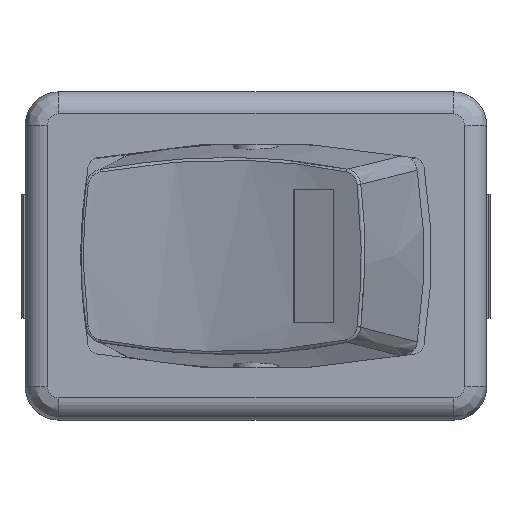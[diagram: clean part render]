
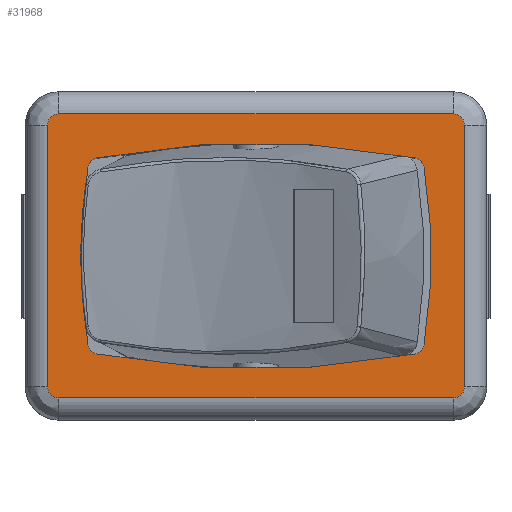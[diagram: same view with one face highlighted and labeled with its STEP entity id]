
A CAD part, top view. The second image highlights one B-rep face of the part: STEP entity #31968.
In plain terms, the highlighted planar face has unit normal (0, 0, 1).
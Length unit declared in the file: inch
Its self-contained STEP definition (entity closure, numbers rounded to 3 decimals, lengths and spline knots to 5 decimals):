
#31106=CARTESIAN_POINT('',(-0.29829,0.15783,0.62992));
#31107=VERTEX_POINT('',#31106);
#31114=CARTESIAN_POINT('',(-0.29829,-0.15783,0.62992));
#31115=VERTEX_POINT('',#31114);
#31116=CARTESIAN_POINT('',(0.67323,0.,0.62992));
#31117=DIRECTION('',(0.0,0.0,-1.0));
#31118=DIRECTION('',(0.987,-0.16,0.0));
#31119=AXIS2_PLACEMENT_3D('',#31116,#31117,#31118);
#31120=CIRCLE('',#31119,0.98425);
#31121=EDGE_CURVE('',#31115,#31107,#31120,.T.);
#31147=CARTESIAN_POINT('',(-0.28256,-0.17401,0.62992));
#31148=VERTEX_POINT('',#31147);
#31149=CARTESIAN_POINT('',(-0.27886,-0.15467,0.62992));
#31150=DIRECTION('',(0.0,0.0,-1.0));
#31151=DIRECTION('',(0.987,0.16,0.0));
#31152=AXIS2_PLACEMENT_3D('',#31149,#31150,#31151);
#31153=CIRCLE('',#31152,0.01969);
#31154=EDGE_CURVE('',#31148,#31115,#31153,.T.);
#31190=CARTESIAN_POINT('',(0.28256,-0.17401,0.62992));
#31191=VERTEX_POINT('',#31190);
#31192=CARTESIAN_POINT('',(0.,1.30315,0.62992));
#31193=DIRECTION('',(0.0,0.0,-1.0));
#31194=DIRECTION('',(0.188,0.982,0.0));
#31195=AXIS2_PLACEMENT_3D('',#31192,#31193,#31194);
#31196=CIRCLE('',#31195,1.50394);
#31197=EDGE_CURVE('',#31191,#31148,#31196,.T.);
#31223=CARTESIAN_POINT('',(0.29829,-0.15783,0.62992));
#31224=VERTEX_POINT('',#31223);
#31225=CARTESIAN_POINT('',(0.27886,-0.15467,0.62992));
#31226=DIRECTION('',(0.0,0.0,-1.0));
#31227=DIRECTION('',(-0.188,0.982,0.0));
#31228=AXIS2_PLACEMENT_3D('',#31225,#31226,#31227);
#31229=CIRCLE('',#31228,0.01969);
#31230=EDGE_CURVE('',#31224,#31191,#31229,.T.);
#31256=CARTESIAN_POINT('',(0.29829,0.15783,0.62992));
#31257=VERTEX_POINT('',#31256);
#31258=CARTESIAN_POINT('',(-0.67323,0.,0.62992));
#31259=DIRECTION('',(0.0,0.0,-1.0));
#31260=DIRECTION('',(-0.987,0.16,0.0));
#31261=AXIS2_PLACEMENT_3D('',#31258,#31259,#31260);
#31262=CIRCLE('',#31261,0.98425);
#31263=EDGE_CURVE('',#31257,#31224,#31262,.T.);
#31289=CARTESIAN_POINT('',(0.28256,0.17401,0.62992));
#31290=VERTEX_POINT('',#31289);
#31291=CARTESIAN_POINT('',(0.27886,0.15467,0.62992));
#31292=DIRECTION('',(0.0,0.0,-1.0));
#31293=DIRECTION('',(-0.987,-0.16,0.0));
#31294=AXIS2_PLACEMENT_3D('',#31291,#31292,#31293);
#31295=CIRCLE('',#31294,0.01969);
#31296=EDGE_CURVE('',#31290,#31257,#31295,.T.);
#31332=CARTESIAN_POINT('',(-0.28256,0.17401,0.62992));
#31333=VERTEX_POINT('',#31332);
#31334=CARTESIAN_POINT('',(0.,-1.30315,0.62992));
#31335=DIRECTION('',(0.0,0.0,-1.0));
#31336=DIRECTION('',(-0.188,-0.982,0.0));
#31337=AXIS2_PLACEMENT_3D('',#31334,#31335,#31336);
#31338=CIRCLE('',#31337,1.50394);
#31339=EDGE_CURVE('',#31333,#31290,#31338,.T.);
#31363=CARTESIAN_POINT('',(-0.27886,0.15467,0.62992));
#31364=DIRECTION('',(0.0,0.0,-1.0));
#31365=DIRECTION('',(0.188,-0.982,0.0));
#31366=AXIS2_PLACEMENT_3D('',#31363,#31364,#31365);
#31367=CIRCLE('',#31366,0.01969);
#31368=EDGE_CURVE('',#31107,#31333,#31367,.T.);
#31421=CARTESIAN_POINT('',(-0.37008,-0.23228,0.62992));
#31422=VERTEX_POINT('',#31421);
#31430=CARTESIAN_POINT('',(-0.37008,0.23228,0.62992));
#31431=VERTEX_POINT('',#31430);
#31432=CARTESIAN_POINT('',(-0.37008,-0.23228,0.62992));
#31433=DIRECTION('',(0.0,1.0,0.0));
#31434=VECTOR('',#31433,0.46457);
#31435=LINE('',#31432,#31434);
#31436=EDGE_CURVE('',#31422,#31431,#31435,.T.);
#31511=CARTESIAN_POINT('',(-0.35039,-0.25197,0.62992));
#31512=VERTEX_POINT('',#31511);
#31520=CARTESIAN_POINT('',(-0.35039,-0.23228,0.62992));
#31521=DIRECTION('',(0.,0.,-1.0));
#31522=DIRECTION('',(-0.707,-0.707,0.));
#31523=AXIS2_PLACEMENT_3D('',#31520,#31521,#31522);
#31524=CIRCLE('',#31523,0.01969);
#31525=EDGE_CURVE('',#31512,#31422,#31524,.T.);
#31591=CARTESIAN_POINT('',(-0.35039,0.25197,0.62992));
#31592=VERTEX_POINT('',#31591);
#31610=CARTESIAN_POINT('',(-0.35039,0.23228,0.62992));
#31611=DIRECTION('',(0.,0.,-1.0));
#31612=DIRECTION('',(-0.707,0.707,0.));
#31613=AXIS2_PLACEMENT_3D('',#31610,#31611,#31612);
#31614=CIRCLE('',#31613,0.01969);
#31615=EDGE_CURVE('',#31431,#31592,#31614,.T.);
#31627=CARTESIAN_POINT('',(0.35039,-0.25197,0.62992));
#31628=VERTEX_POINT('',#31627);
#31636=CARTESIAN_POINT('',(0.35039,-0.25197,0.62992));
#31637=DIRECTION('',(-1.0,0.0,0.0));
#31638=VECTOR('',#31637,0.70079);
#31639=LINE('',#31636,#31638);
#31640=EDGE_CURVE('',#31628,#31512,#31639,.T.);
#31657=CARTESIAN_POINT('',(0.35039,0.25197,0.62992));
#31658=VERTEX_POINT('',#31657);
#31675=CARTESIAN_POINT('',(-0.35039,0.25197,0.62992));
#31676=DIRECTION('',(1.0,0.0,0.0));
#31677=VECTOR('',#31676,0.70079);
#31678=LINE('',#31675,#31677);
#31679=EDGE_CURVE('',#31592,#31658,#31678,.T.);
#31739=CARTESIAN_POINT('',(0.37008,-0.23228,0.62992));
#31740=VERTEX_POINT('',#31739);
#31748=CARTESIAN_POINT('',(0.35039,-0.23228,0.62992));
#31749=DIRECTION('',(0.,0.,-1.0));
#31750=DIRECTION('',(0.707,-0.707,0.));
#31751=AXIS2_PLACEMENT_3D('',#31748,#31749,#31750);
#31752=CIRCLE('',#31751,0.01969);
#31753=EDGE_CURVE('',#31740,#31628,#31752,.T.);
#31819=CARTESIAN_POINT('',(0.37008,0.23228,0.62992));
#31820=VERTEX_POINT('',#31819);
#31838=CARTESIAN_POINT('',(0.35039,0.23228,0.62992));
#31839=DIRECTION('',(0.,0.,-1.0));
#31840=DIRECTION('',(0.707,0.707,0.));
#31841=AXIS2_PLACEMENT_3D('',#31838,#31839,#31840);
#31842=CIRCLE('',#31841,0.01969);
#31843=EDGE_CURVE('',#31658,#31820,#31842,.T.);
#31861=CARTESIAN_POINT('',(0.37008,0.23228,0.62992));
#31862=DIRECTION('',(0.0,-1.0,0.0));
#31863=VECTOR('',#31862,0.46457);
#31864=LINE('',#31861,#31863);
#31865=EDGE_CURVE('',#31820,#31740,#31864,.T.);
#31943=CARTESIAN_POINT('',(0.,0.,0.62992));
#31944=DIRECTION('',(0.0,0.0,1.0));
#31945=DIRECTION('',(1.0,0.0,0.0));
#31946=AXIS2_PLACEMENT_3D('',#31943,#31944,#31945);
#31947=PLANE('',#31946);
#31948=ORIENTED_EDGE('',*,*,#31436,.F.);
#31949=ORIENTED_EDGE('',*,*,#31525,.F.);
#31950=ORIENTED_EDGE('',*,*,#31640,.F.);
#31951=ORIENTED_EDGE('',*,*,#31753,.F.);
#31952=ORIENTED_EDGE('',*,*,#31865,.F.);
#31953=ORIENTED_EDGE('',*,*,#31843,.F.);
#31954=ORIENTED_EDGE('',*,*,#31679,.F.);
#31955=ORIENTED_EDGE('',*,*,#31615,.F.);
#31956=EDGE_LOOP('',(#31948,#31949,#31950,#31951,#31952,#31953,#31954,#31955));
#31957=FACE_OUTER_BOUND('',#31956,.T.);
#31958=ORIENTED_EDGE('',*,*,#31121,.T.);
#31959=ORIENTED_EDGE('',*,*,#31368,.T.);
#31960=ORIENTED_EDGE('',*,*,#31339,.T.);
#31961=ORIENTED_EDGE('',*,*,#31296,.T.);
#31962=ORIENTED_EDGE('',*,*,#31263,.T.);
#31963=ORIENTED_EDGE('',*,*,#31230,.T.);
#31964=ORIENTED_EDGE('',*,*,#31197,.T.);
#31965=ORIENTED_EDGE('',*,*,#31154,.T.);
#31966=EDGE_LOOP('',(#31958,#31959,#31960,#31961,#31962,#31963,#31964,#31965));
#31967=FACE_BOUND('',#31966,.T.);
#31968=ADVANCED_FACE('',(#31957,#31967),#31947,.T.);
